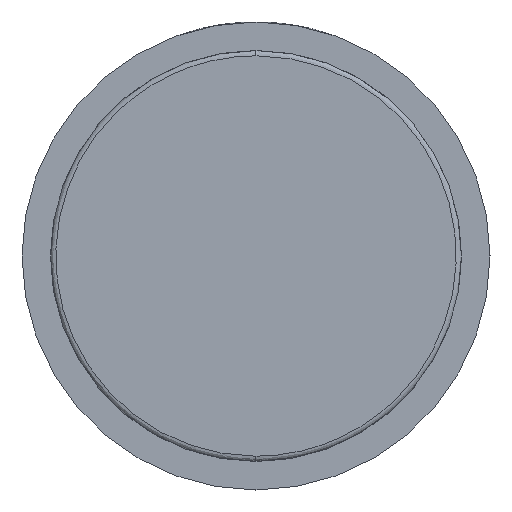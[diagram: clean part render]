
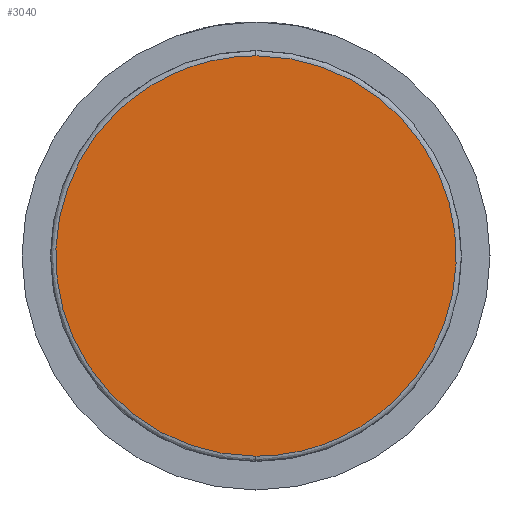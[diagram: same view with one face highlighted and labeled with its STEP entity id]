
A CAD part, left-side view. The second image highlights one B-rep face of the part: STEP entity #3040.
In plain terms, the highlighted planar face has unit normal (-1, 0, 0).
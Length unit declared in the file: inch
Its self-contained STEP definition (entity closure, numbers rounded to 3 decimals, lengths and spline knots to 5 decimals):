
#351 = EDGE_CURVE ( 'NONE', #398, #2084, #596, .T. ) ;
#398 = VERTEX_POINT ( 'NONE', #2732 ) ;
#479 = CARTESIAN_POINT ( 'NONE',  ( -0.01181, -0.6063, 0.30315 ) ) ;
#550 = CARTESIAN_POINT ( 'NONE',  ( -0.01181, 0., 0. ) ) ;
#596 =( BOUNDED_CURVE ( )  B_SPLINE_CURVE ( 3, ( #1434, #479, #1423, #1193 ),
 .UNSPECIFIED., .F., .F. ) 
 B_SPLINE_CURVE_WITH_KNOTS ( ( 4, 4 ),
 ( 0., 0.5 ),
 .UNSPECIFIED. ) 
 CURVE ( )  GEOMETRIC_REPRESENTATION_ITEM ( )  RATIONAL_B_SPLINE_CURVE ( ( 1., 0.333, 0.333, 1. ) ) 
 REPRESENTATION_ITEM ( '' )  );
#682 = EDGE_LOOP ( 'NONE', ( #3123, #758 ) ) ;
#758 = ORIENTED_EDGE ( 'NONE', *, *, #3097, .F. ) ;
#1035 = PLANE ( 'NONE',  #1932 ) ;
#1172 = CARTESIAN_POINT ( 'NONE',  ( -0.01181, 0.6063, 0.30315 ) ) ;
#1190 = CARTESIAN_POINT ( 'NONE',  ( -0.01181, 0.6063, -0.30315 ) ) ;
#1193 = CARTESIAN_POINT ( 'NONE',  ( -0.01181, 0., -0.30315 ) ) ;
#1423 = CARTESIAN_POINT ( 'NONE',  ( -0.01181, -0.6063, -0.30315 ) ) ;
#1434 = CARTESIAN_POINT ( 'NONE',  ( -0.01181, 0., 0.30315 ) ) ;
#1539 = DIRECTION ( 'NONE',  ( -1., 0., 0. ) ) ;
#1648 = CARTESIAN_POINT ( 'NONE',  ( -0.01181, 0., -0.30315 ) ) ;
#1900 = CARTESIAN_POINT ( 'NONE',  ( -0.01181, 0., 0.30315 ) ) ;
#1932 = AXIS2_PLACEMENT_3D ( 'NONE', #550, #1539, #2262 ) ;
#2084 = VERTEX_POINT ( 'NONE', #2223 ) ;
#2086 = FACE_OUTER_BOUND ( 'NONE', #682, .T. ) ;
#2165 =( BOUNDED_CURVE ( )  B_SPLINE_CURVE ( 3, ( #1648, #1190, #1172, #1900 ),
 .UNSPECIFIED., .F., .F. ) 
 B_SPLINE_CURVE_WITH_KNOTS ( ( 4, 4 ),
 ( 0.5, 1. ),
 .UNSPECIFIED. ) 
 CURVE ( )  GEOMETRIC_REPRESENTATION_ITEM ( )  RATIONAL_B_SPLINE_CURVE ( ( 1., 0.333, 0.333, 1. ) ) 
 REPRESENTATION_ITEM ( '' )  );
#2223 = CARTESIAN_POINT ( 'NONE',  ( -0.01181, 0., -0.30315 ) ) ;
#2262 = DIRECTION ( 'NONE',  ( 0., 0., 1. ) ) ;
#2732 = CARTESIAN_POINT ( 'NONE',  ( -0.01181, 0., 0.30315 ) ) ;
#3040 = ADVANCED_FACE ( 'NONE', ( #2086 ), #1035, .T. ) ;
#3097 = EDGE_CURVE ( 'NONE', #2084, #398, #2165, .T. ) ;
#3123 = ORIENTED_EDGE ( 'NONE', *, *, #351, .F. ) ;
